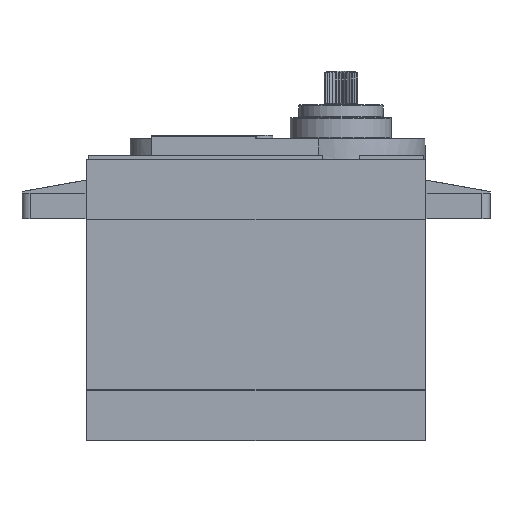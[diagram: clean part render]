
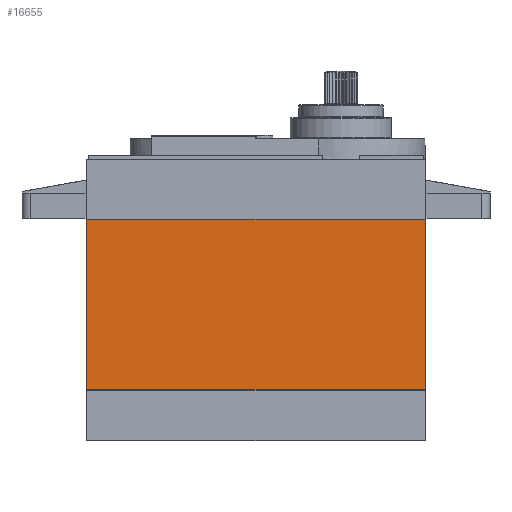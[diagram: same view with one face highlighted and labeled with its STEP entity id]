
A CAD part, top view. The second image highlights one B-rep face of the part: STEP entity #16655.
In plain terms, the highlighted planar face has unit normal (0, 0, 1).
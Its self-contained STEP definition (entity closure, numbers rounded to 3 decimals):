
#1069=FACE_OUTER_BOUND('',#2099,.T.);
#2099=EDGE_LOOP('',(#11087,#11088,#11089,#11090));
#3290=LINE('',#24597,#4809);
#3311=LINE('',#24684,#4830);
#3319=LINE('',#24707,#4838);
#3320=LINE('',#24708,#4839);
#4809=VECTOR('',#19455,20.21);
#4830=VECTOR('',#19520,20.21);
#4838=VECTOR('',#19544,40.1);
#4839=VECTOR('',#19545,40.1);
#6942=VERTEX_POINT('',#24594);
#6943=VERTEX_POINT('',#24596);
#6970=VERTEX_POINT('',#24680);
#6971=VERTEX_POINT('',#24682);
#8503=EDGE_CURVE('',#6943,#6942,#3290,.T.);
#8541=EDGE_CURVE('',#6970,#6971,#3311,.T.);
#8553=EDGE_CURVE('',#6970,#6942,#3319,.T.);
#8554=EDGE_CURVE('',#6943,#6971,#3320,.T.);
#11087=ORIENTED_EDGE('',*,*,#8503,.T.);
#11088=ORIENTED_EDGE('',*,*,#8553,.F.);
#11089=ORIENTED_EDGE('',*,*,#8541,.T.);
#11090=ORIENTED_EDGE('',*,*,#8554,.F.);
#15765=PLANE('',#17728);
#16655=ADVANCED_FACE('',(#1069),#15765,.F.);
#17728=AXIS2_PLACEMENT_3D('',#24706,#19542,#19543);
#19455=DIRECTION('',(0.,1.,0.));
#19520=DIRECTION('',(0.,-1.,0.));
#19542=DIRECTION('center_axis',(0.,0.,-1.));
#19543=DIRECTION('ref_axis',(-1.,0.,0.));
#19544=DIRECTION('',(1.,0.,0.));
#19545=DIRECTION('',(-1.,0.,0.));
#24594=CARTESIAN_POINT('',(22.517,12.91,20.));
#24596=CARTESIAN_POINT('',(22.517,-7.3,20.));
#24597=CARTESIAN_POINT('',(22.517,-7.3,20.));
#24680=CARTESIAN_POINT('',(-17.583,12.91,20.));
#24682=CARTESIAN_POINT('',(-17.583,-7.3,20.));
#24684=CARTESIAN_POINT('',(-17.583,12.91,20.));
#24706=CARTESIAN_POINT('Origin',(0.,0.,20.));
#24707=CARTESIAN_POINT('',(-17.583,12.91,20.));
#24708=CARTESIAN_POINT('',(22.517,-7.3,20.));
